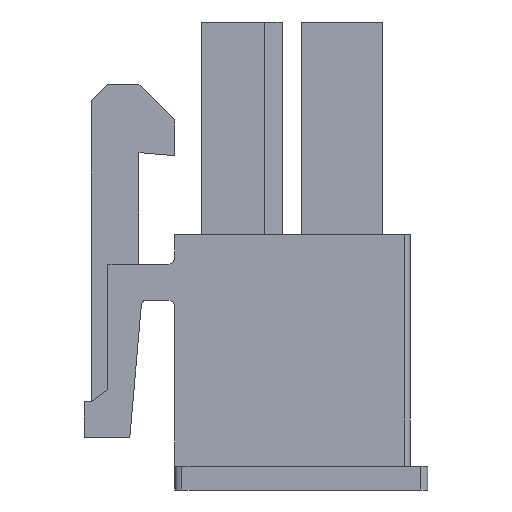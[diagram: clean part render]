
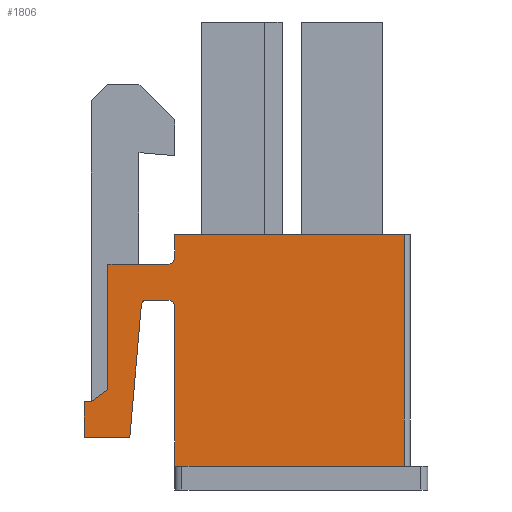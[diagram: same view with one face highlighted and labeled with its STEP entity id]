
A CAD part, left-side view. The second image highlights one B-rep face of the part: STEP entity #1806.
In plain terms, the highlighted planar face has unit normal (-1, 0, 0).
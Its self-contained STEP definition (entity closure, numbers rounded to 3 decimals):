
#1=DIRECTION('',(0.,0.,1.));
#2=VECTOR('',#1,6.65);
#3=CARTESIAN_POINT('',(-2.7,4.8,-9.7));
#4=LINE('',#3,#2);
#5=CARTESIAN_POINT('',(-2.7,5.1,-3.05));
#6=DIRECTION('',(-1.,0.,0.));
#7=DIRECTION('',(0.,-1.,0.));
#8=AXIS2_PLACEMENT_3D('',#5,#6,#7);
#10=DIRECTION('',(0.,1.,0.));
#11=VECTOR('',#10,0.9);
#12=CARTESIAN_POINT('',(-2.7,5.1,-2.75));
#13=LINE('',#12,#11);
#14=CARTESIAN_POINT('',(-2.7,6.,-2.95));
#15=DIRECTION('',(-1.,0.,0.));
#16=DIRECTION('',(0.,0.,1.));
#17=AXIS2_PLACEMENT_3D('',#14,#15,#16);
#19=DIRECTION('',(0.,0.087,-0.996));
#20=VECTOR('',#19,5.589);
#21=CARTESIAN_POINT('',(-2.7,6.199,-2.933));
#22=LINE('',#21,#20);
#23=DIRECTION('',(0.,1.,0.));
#24=VECTOR('',#23,1.914);
#25=CARTESIAN_POINT('',(-2.7,6.686,-8.5));
#26=LINE('',#25,#24);
#27=DIRECTION('',(0.,0.,1.));
#28=VECTOR('',#27,1.5);
#29=CARTESIAN_POINT('',(-2.7,8.6,-8.5));
#30=LINE('',#29,#28);
#31=DIRECTION('',(0.,-1.,0.));
#32=VECTOR('',#31,0.3);
#33=CARTESIAN_POINT('',(-2.7,8.6,-7.));
#34=LINE('',#33,#32);
#35=DIRECTION('',(0.,-0.814,0.581));
#36=VECTOR('',#35,0.86);
#37=CARTESIAN_POINT('',(-2.7,8.3,-7.));
#38=LINE('',#37,#36);
#39=DIRECTION('',(0.,0.,1.));
#40=VECTOR('',#39,5.25);
#41=CARTESIAN_POINT('',(-2.7,7.6,-6.5));
#42=LINE('',#41,#40);
#43=DIRECTION('',(0.,-1.,0.));
#44=VECTOR('',#43,2.5);
#45=CARTESIAN_POINT('',(-2.7,7.6,-1.25));
#46=LINE('',#45,#44);
#47=CARTESIAN_POINT('',(-2.7,5.1,-0.95));
#48=DIRECTION('',(-1.,0.,0.));
#49=DIRECTION('',(0.,0.,-1.));
#50=AXIS2_PLACEMENT_3D('',#47,#48,#49);
#52=DIRECTION('',(0.,0.,1.));
#53=VECTOR('',#52,0.95);
#54=CARTESIAN_POINT('',(-2.7,4.8,-0.95));
#55=LINE('',#54,#53);
#56=DIRECTION('',(0.,-1.,0.));
#57=VECTOR('',#56,9.6);
#58=CARTESIAN_POINT('',(-2.7,4.8,0.));
#59=LINE('',#58,#57);
#60=DIRECTION('',(0.,0.,-1.));
#61=VECTOR('',#60,9.7);
#62=CARTESIAN_POINT('',(-2.7,-4.8,0.));
#63=LINE('',#62,#61);
#64=DIRECTION('',(0.,1.,0.));
#65=VECTOR('',#64,9.6);
#66=CARTESIAN_POINT('',(-2.7,-4.8,-9.7));
#67=LINE('',#66,#65);
#1339=CARTESIAN_POINT('',(-2.7,4.8,0.));
#1340=CARTESIAN_POINT('',(-2.7,-4.8,0.));
#1341=VERTEX_POINT('',#1339);
#1342=VERTEX_POINT('',#1340);
#1355=CARTESIAN_POINT('',(-2.7,6.199,-2.933));
#1356=CARTESIAN_POINT('',(-2.7,6.686,-8.5));
#1357=VERTEX_POINT('',#1355);
#1358=VERTEX_POINT('',#1356);
#1359=CARTESIAN_POINT('',(-2.7,8.6,-8.5));
#1360=VERTEX_POINT('',#1359);
#1361=CARTESIAN_POINT('',(-2.7,8.6,-7.));
#1362=VERTEX_POINT('',#1361);
#1363=CARTESIAN_POINT('',(-2.7,8.3,-7.));
#1364=VERTEX_POINT('',#1363);
#1365=CARTESIAN_POINT('',(-2.7,7.6,-6.5));
#1366=VERTEX_POINT('',#1365);
#1367=CARTESIAN_POINT('',(-2.7,7.6,-1.25));
#1368=VERTEX_POINT('',#1367);
#1369=CARTESIAN_POINT('',(-2.7,5.1,-1.25));
#1370=VERTEX_POINT('',#1369);
#1371=CARTESIAN_POINT('',(-2.7,5.1,-2.75));
#1372=CARTESIAN_POINT('',(-2.7,6.,-2.75));
#1373=VERTEX_POINT('',#1371);
#1374=VERTEX_POINT('',#1372);
#1395=CARTESIAN_POINT('',(-2.7,4.8,-0.95));
#1396=VERTEX_POINT('',#1395);
#1397=CARTESIAN_POINT('',(-2.7,4.8,-3.05));
#1398=VERTEX_POINT('',#1397);
#1679=CARTESIAN_POINT('',(-2.7,-4.8,-9.7));
#1680=CARTESIAN_POINT('',(-2.7,4.8,-9.7));
#1681=VERTEX_POINT('',#1679);
#1682=VERTEX_POINT('',#1680);
#1767=CARTESIAN_POINT('',(-2.7,0.,0.));
#1768=DIRECTION('',(1.,0.,0.));
#1769=DIRECTION('',(0.,0.,-1.));
#1770=AXIS2_PLACEMENT_3D('',#1767,#1768,#1769);
#1771=PLANE('',#1770);
#1773=ORIENTED_EDGE('',*,*,#1772,.T.);
#1775=ORIENTED_EDGE('',*,*,#1774,.T.);
#1777=ORIENTED_EDGE('',*,*,#1776,.T.);
#1779=ORIENTED_EDGE('',*,*,#1778,.T.);
#1781=ORIENTED_EDGE('',*,*,#1780,.T.);
#1783=ORIENTED_EDGE('',*,*,#1782,.T.);
#1785=ORIENTED_EDGE('',*,*,#1784,.T.);
#1787=ORIENTED_EDGE('',*,*,#1786,.T.);
#1789=ORIENTED_EDGE('',*,*,#1788,.T.);
#1791=ORIENTED_EDGE('',*,*,#1790,.T.);
#1793=ORIENTED_EDGE('',*,*,#1792,.T.);
#1795=ORIENTED_EDGE('',*,*,#1794,.T.);
#1797=ORIENTED_EDGE('',*,*,#1796,.T.);
#1799=ORIENTED_EDGE('',*,*,#1798,.T.);
#1801=ORIENTED_EDGE('',*,*,#1800,.T.);
#1803=ORIENTED_EDGE('',*,*,#1802,.T.);
#1804=EDGE_LOOP('',(#1773,#1775,#1777,#1779,#1781,#1783,#1785,#1787,#1789,#1791,
#1793,#1795,#1797,#1799,#1801,#1803));
#1805=FACE_OUTER_BOUND('',#1804,.F.);
#1806=ADVANCED_FACE('',(#1805),#1771,.F.);
#9=CIRCLE('',#8,0.3);
#18=CIRCLE('',#17,0.2);
#51=CIRCLE('',#50,0.3);
#1772=EDGE_CURVE('',#1682,#1398,#4,.T.);
#1774=EDGE_CURVE('',#1398,#1373,#9,.T.);
#1776=EDGE_CURVE('',#1373,#1374,#13,.T.);
#1778=EDGE_CURVE('',#1374,#1357,#18,.T.);
#1780=EDGE_CURVE('',#1357,#1358,#22,.T.);
#1782=EDGE_CURVE('',#1358,#1360,#26,.T.);
#1784=EDGE_CURVE('',#1360,#1362,#30,.T.);
#1786=EDGE_CURVE('',#1362,#1364,#34,.T.);
#1788=EDGE_CURVE('',#1364,#1366,#38,.T.);
#1790=EDGE_CURVE('',#1366,#1368,#42,.T.);
#1792=EDGE_CURVE('',#1368,#1370,#46,.T.);
#1794=EDGE_CURVE('',#1370,#1396,#51,.T.);
#1796=EDGE_CURVE('',#1396,#1341,#55,.T.);
#1798=EDGE_CURVE('',#1341,#1342,#59,.T.);
#1800=EDGE_CURVE('',#1342,#1681,#63,.T.);
#1802=EDGE_CURVE('',#1681,#1682,#67,.T.);
